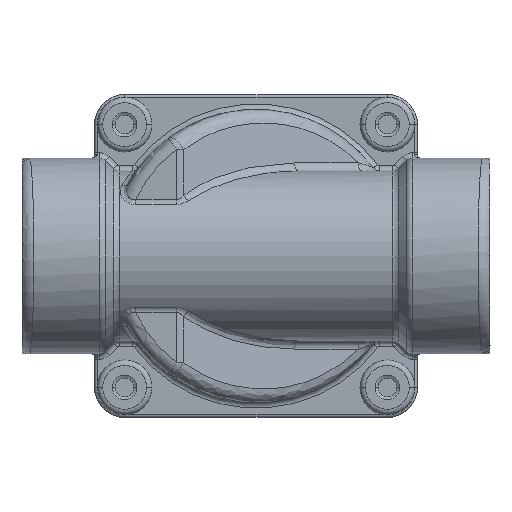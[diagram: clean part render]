
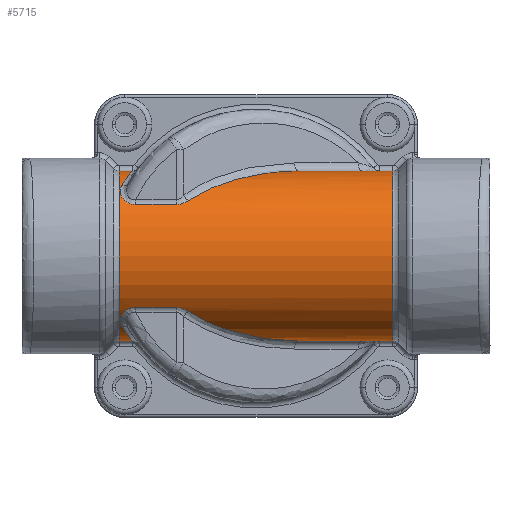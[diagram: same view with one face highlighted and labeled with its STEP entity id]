
A CAD part, front view. The second image highlights one B-rep face of the part: STEP entity #5715.
In plain terms, the highlighted cylindrical face has radius 31 mm (diameter 62 mm), a partial arc.
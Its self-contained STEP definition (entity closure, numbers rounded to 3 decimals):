
#154=CARTESIAN_POINT('',(-24.738,-69.475,20.246));
#159=CARTESIAN_POINT('',(-24.738,-69.475,20.246));
#160=CARTESIAN_POINT('',(-25.22,-69.749,19.929));
#161=CARTESIAN_POINT('',(-26.181,-70.188,19.394));
#162=CARTESIAN_POINT('',(-27.623,-70.541,18.941));
#163=CARTESIAN_POINT('',(-28.567,-70.62,18.838));
#164=CARTESIAN_POINT('',(-29.037,-70.618,18.841));
#169=CARTESIAN_POINT('',(-45.25,-46.,31.));
#170=CARTESIAN_POINT('',(-45.25,-49.125,31.));
#171=CARTESIAN_POINT('',(-46.073,-55.366,30.033));
#172=CARTESIAN_POINT('',(-48.025,-60.846,27.377));
#173=CARTESIAN_POINT('',(-49.077,-63.324,25.708));
#178=CARTESIAN_POINT('',(-49.077,-63.324,25.708));
#179=CARTESIAN_POINT('',(-49.32,-63.911,25.312));
#180=CARTESIAN_POINT('',(-49.655,-65.035,24.497));
#181=CARTESIAN_POINT('',(-49.693,-66.621,23.176));
#182=CARTESIAN_POINT('',(-49.315,-67.961,21.901));
#183=CARTESIAN_POINT('',(-48.615,-69.003,20.795));
#184=CARTESIAN_POINT('',(-47.703,-69.748,19.933));
#185=CARTESIAN_POINT('',(-46.647,-70.245,19.321));
#186=CARTESIAN_POINT('',(-45.434,-70.547,18.934));
#187=CARTESIAN_POINT('',(-44.491,-70.615,18.844));
#188=CARTESIAN_POINT('',(-43.988,-70.618,18.841));
#193=CARTESIAN_POINT('',(-24.738,-69.475,20.246));
#194=CARTESIAN_POINT('',(-21.747,-67.738,22.261));
#195=CARTESIAN_POINT('',(-15.361,-64.028,25.539));
#196=CARTESIAN_POINT('',(-1.862,-56.188,29.834));
#197=CARTESIAN_POINT('',(8.668,-50.071,31.));
#198=CARTESIAN_POINT('',(15.677,-46.,31.));
#203=DIRECTION('',(1.,0.,0.));
#204=VECTOR('',#203,34.331);
#205=CARTESIAN_POINT('',(15.677,-46.,31.));
#206=LINE('',#205,#204);
#210=DIRECTION('',(-1.,0.,0.));
#211=VECTOR('',#210,34.331);
#212=CARTESIAN_POINT('',(50.007,-46.,-31.));
#213=LINE('',#212,#211);
#217=CARTESIAN_POINT('',(15.677,-46.,-31.));
#218=CARTESIAN_POINT('',(8.667,-50.071,-31.));
#219=CARTESIAN_POINT('',(-1.862,-56.187,
-29.834));
#220=CARTESIAN_POINT('',(-15.361,-64.029,
-25.539));
#221=CARTESIAN_POINT('',(-21.747,-67.738,
-22.261));
#222=CARTESIAN_POINT('',(-24.738,-69.475,
-20.246));
#227=CARTESIAN_POINT('',(-24.738,-69.475,
-20.246));
#228=CARTESIAN_POINT('',(-25.226,-69.752,
-19.925));
#229=CARTESIAN_POINT('',(-26.196,-70.196,
-19.384));
#230=CARTESIAN_POINT('',(-27.675,-70.548,
-18.932));
#231=CARTESIAN_POINT('',(-28.59,-70.623,
-18.834));
#232=CARTESIAN_POINT('',(-29.037,-70.618,
-18.841));
#237=CARTESIAN_POINT('',(-43.988,-70.618,
-18.841));
#238=CARTESIAN_POINT('',(-44.492,-70.615,
-18.844));
#239=CARTESIAN_POINT('',(-45.436,-70.547,
-18.934));
#240=CARTESIAN_POINT('',(-46.648,-70.245,
-19.321));
#241=CARTESIAN_POINT('',(-47.703,-69.748,
-19.933));
#242=CARTESIAN_POINT('',(-48.616,-69.002,
-20.796));
#243=CARTESIAN_POINT('',(-49.316,-67.96,
-21.902));
#244=CARTESIAN_POINT('',(-49.693,-66.62,
-23.176));
#245=CARTESIAN_POINT('',(-49.655,-65.034,
-24.498));
#246=CARTESIAN_POINT('',(-49.319,-63.91,
-25.312));
#247=CARTESIAN_POINT('',(-49.077,-63.324,
-25.708));
#252=CARTESIAN_POINT('',(-49.077,-63.324,
-25.708));
#253=CARTESIAN_POINT('',(-48.025,-60.845,
-27.378));
#254=CARTESIAN_POINT('',(-46.074,-55.366,
-30.033));
#255=CARTESIAN_POINT('',(-45.25,-49.126,
-31.));
#256=CARTESIAN_POINT('',(-45.25,-46.,
-31.));
#261=DIRECTION('',(1.,0.,0.));
#262=VECTOR('',#261,4.757);
#263=CARTESIAN_POINT('',(-50.007,-46.,31.));
#264=LINE('',#263,#262);
#637=CARTESIAN_POINT('',(-50.007,-46.,0.));
#638=DIRECTION('',(-1.,0.,0.));
#639=DIRECTION('',(0.,0.,-1.));
#640=AXIS2_PLACEMENT_3D('',#637,#638,#639);
#1052=DIRECTION('',(-1.,0.,0.));
#1053=VECTOR('',#1052,4.757);
#1054=CARTESIAN_POINT('',(-45.25,-46.,
-31.));
#1055=LINE('',#1054,#1053);
#1152=DIRECTION('',(-1.,0.,0.));
#1153=VECTOR('',#1152,14.951);
#1154=CARTESIAN_POINT('',(-29.037,-70.618,
-18.841));
#1155=LINE('',#1154,#1153);
#1364=CARTESIAN_POINT('',(50.007,-46.,0.));
#1365=DIRECTION('',(1.,0.,0.));
#1366=DIRECTION('',(0.,0.,1.));
#1367=AXIS2_PLACEMENT_3D('',#1364,#1365,#1366);
#4718=DIRECTION('',(1.,0.,0.));
#4719=VECTOR('',#4718,14.951);
#4720=CARTESIAN_POINT('',(-43.988,-70.618,
18.841));
#4721=LINE('',#4720,#4719);
#4752=VERTEX_POINT('',#154);
#4753=VERTEX_POINT('',#198);
#4761=CARTESIAN_POINT('',(-29.037,-70.618,
18.841));
#4762=VERTEX_POINT('',#4761);
#4763=VERTEX_POINT('',#169);
#4764=VERTEX_POINT('',#173);
#4765=VERTEX_POINT('',#188);
#4766=CARTESIAN_POINT('',(50.007,-46.,31.));
#4767=VERTEX_POINT('',#4766);
#4768=CARTESIAN_POINT('',(50.007,-46.,-31.));
#4769=VERTEX_POINT('',#4768);
#4770=CARTESIAN_POINT('',(15.677,-46.,
-31.));
#4771=VERTEX_POINT('',#4770);
#4772=VERTEX_POINT('',#222);
#4773=VERTEX_POINT('',#232);
#4774=CARTESIAN_POINT('',(-43.988,-70.618,
-18.841));
#4775=VERTEX_POINT('',#4774);
#4776=VERTEX_POINT('',#247);
#4777=VERTEX_POINT('',#256);
#4778=CARTESIAN_POINT('',(-50.007,-46.,-31.));
#4779=VERTEX_POINT('',#4778);
#4780=CARTESIAN_POINT('',(-50.007,-46.,31.));
#4781=VERTEX_POINT('',#4780);
#5678=CARTESIAN_POINT('',(-52.008,-46.,0.));
#5679=DIRECTION('',(1.,0.,0.));
#5680=DIRECTION('',(0.,-1.,0.));
#5681=AXIS2_PLACEMENT_3D('',#5678,#5679,#5680);
#5682=CYLINDRICAL_SURFACE('',#5681,31.);
#5684=ORIENTED_EDGE('',*,*,#5683,.T.);
#5686=ORIENTED_EDGE('',*,*,#5685,.T.);
#5688=ORIENTED_EDGE('',*,*,#5687,.T.);
#5689=ORIENTED_EDGE('',*,*,#5664,.F.);
#5690=ORIENTED_EDGE('',*,*,#5422,.T.);
#5692=ORIENTED_EDGE('',*,*,#5691,.T.);
#5694=ORIENTED_EDGE('',*,*,#5693,.T.);
#5696=ORIENTED_EDGE('',*,*,#5695,.T.);
#5698=ORIENTED_EDGE('',*,*,#5697,.T.);
#5700=ORIENTED_EDGE('',*,*,#5699,.T.);
#5702=ORIENTED_EDGE('',*,*,#5701,.T.);
#5704=ORIENTED_EDGE('',*,*,#5703,.T.);
#5706=ORIENTED_EDGE('',*,*,#5705,.T.);
#5708=ORIENTED_EDGE('',*,*,#5707,.T.);
#5710=ORIENTED_EDGE('',*,*,#5709,.T.);
#5712=ORIENTED_EDGE('',*,*,#5711,.T.);
#5713=EDGE_LOOP('',(#5684,#5686,#5688,#5689,#5690,#5692,#5694,#5696,#5698,#5700,
#5702,#5704,#5706,#5708,#5710,#5712));
#5714=FACE_OUTER_BOUND('',#5713,.F.);
#5715=ADVANCED_FACE('',(#5714),#5682,.T.);
#165=B_SPLINE_CURVE_WITH_KNOTS('',3,(#159,#160,#161,#162,#163,#164),
.UNSPECIFIED.,.F.,.F.,(4,1,1,4),(0.,0.333,0.667,1.),
.UNSPECIFIED.);
#174=B_SPLINE_CURVE_WITH_KNOTS('',3,(#169,#170,#171,#172,#173),.UNSPECIFIED.,
.F.,.F.,(4,1,4),(0.,0.5,1.),.UNSPECIFIED.);
#189=B_SPLINE_CURVE_WITH_KNOTS('',3,(#178,#179,#180,#181,#182,#183,#184,#185,
#186,#187,#188),.UNSPECIFIED.,.F.,.F.,(4,1,1,1,1,1,1,1,4),(0.,0.125,0.25,
0.375,0.5,0.625,0.75,0.875,1.),.UNSPECIFIED.);
#199=B_SPLINE_CURVE_WITH_KNOTS('',3,(#193,#194,#195,#196,#197,#198),
.UNSPECIFIED.,.F.,.F.,(4,1,1,4),(0.,0.25,0.5,1.),.UNSPECIFIED.);
#223=B_SPLINE_CURVE_WITH_KNOTS('',3,(#217,#218,#219,#220,#221,#222),
.UNSPECIFIED.,.F.,.F.,(4,1,1,4),(0.,0.5,0.75,1.),.UNSPECIFIED.);
#233=B_SPLINE_CURVE_WITH_KNOTS('',3,(#227,#228,#229,#230,#231,#232),
.UNSPECIFIED.,.F.,.F.,(4,1,1,4),(0.,0.333,0.667,1.),
.UNSPECIFIED.);
#248=B_SPLINE_CURVE_WITH_KNOTS('',3,(#237,#238,#239,#240,#241,#242,#243,#244,
#245,#246,#247),.UNSPECIFIED.,.F.,.F.,(4,1,1,1,1,1,1,1,4),(0.,0.125,0.25,
0.375,0.5,0.625,0.75,0.875,1.),.UNSPECIFIED.);
#257=B_SPLINE_CURVE_WITH_KNOTS('',3,(#252,#253,#254,#255,#256),.UNSPECIFIED.,
.F.,.F.,(4,1,4),(0.,0.5,1.),.UNSPECIFIED.);
#641=CIRCLE('',#640,31.);
#1368=CIRCLE('',#1367,31.);
#5422=EDGE_CURVE('',#4752,#4753,#199,.T.);
#5664=EDGE_CURVE('',#4752,#4762,#165,.T.);
#5683=EDGE_CURVE('',#4763,#4764,#174,.T.);
#5685=EDGE_CURVE('',#4764,#4765,#189,.T.);
#5687=EDGE_CURVE('',#4765,#4762,#4721,.T.);
#5691=EDGE_CURVE('',#4753,#4767,#206,.T.);
#5693=EDGE_CURVE('',#4767,#4769,#1368,.T.);
#5695=EDGE_CURVE('',#4769,#4771,#213,.T.);
#5697=EDGE_CURVE('',#4771,#4772,#223,.T.);
#5699=EDGE_CURVE('',#4772,#4773,#233,.T.);
#5701=EDGE_CURVE('',#4773,#4775,#1155,.T.);
#5703=EDGE_CURVE('',#4775,#4776,#248,.T.);
#5705=EDGE_CURVE('',#4776,#4777,#257,.T.);
#5707=EDGE_CURVE('',#4777,#4779,#1055,.T.);
#5709=EDGE_CURVE('',#4779,#4781,#641,.T.);
#5711=EDGE_CURVE('',#4781,#4763,#264,.T.);
